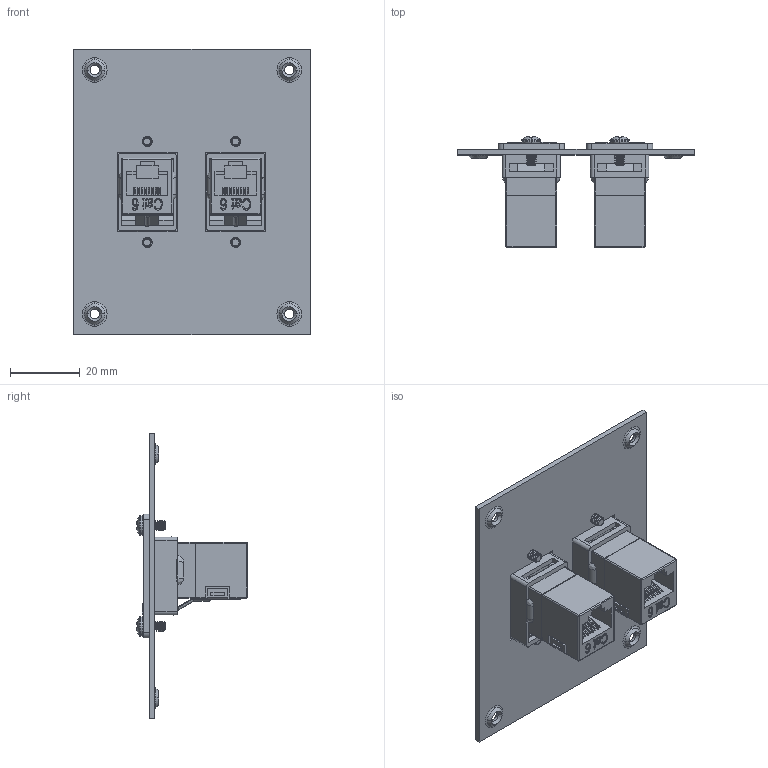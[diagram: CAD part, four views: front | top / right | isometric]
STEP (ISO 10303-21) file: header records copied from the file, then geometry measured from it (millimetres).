
FILE_DESCRIPTION (( 'STEP AP203' ), '1' );
FILE_NAME ('USP2ECF-SC6B.STEP', '2014-11-13T14:32:48', ( 'x' ), ( '' ), 'SwSTEP 2.0', 'SolidWorks 2014', '' );
FILE_SCHEMA (( 'CONFIG_CONTROL_DESIGN' ));
Length unit declared in the file: inch
Products named in the file (5): 1AR06-001; ECF-SK_with Global Connectivity logo; TDG1026KS-C6_New Logo - Latch Depressed; 91772A106_91772A106; USP2ECF-SC6B
Assembly tree (9 placements, depth 2):
  USP2ECF-SC6B
    1AR06-001
    ECF-SK_with Global Connectivity logo  x2
    TDG1026KS-C6_New Logo - Latch Depressed  x2
    91772A106_91772A106  x4
Bounding box: 68.07 x 31.89 x 82.04 mm (x, y, z)
Volume: 20473.8 mm3; surface area: 22873.6 mm2
Topology: 9 solids, 9 shells, 1528 faces, 4266 edges, 2792 vertices
Faces by surface type: plane 690, cylinder 376, bspline 340, cone 60, torus 38, sphere 24
Entity records: 29308 total; most frequent: CARTESIAN_POINT 11913, ORIENTED_EDGE 3854, DIRECTION 2894, EDGE_CURVE 1927, VERTEX_POINT 1267, VECTOR 1174, LINE 1174, AXIS2_PLACEMENT_3D 860
